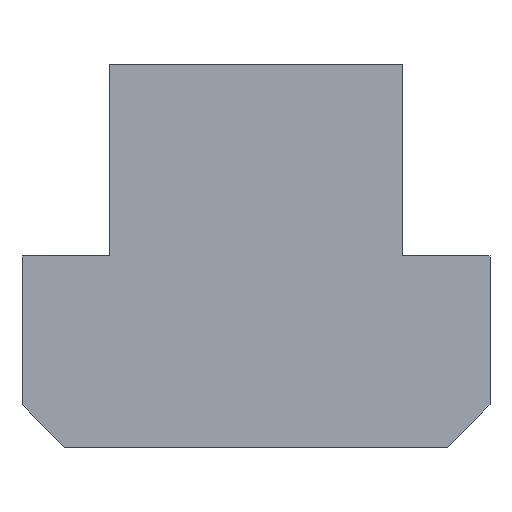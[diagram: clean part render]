
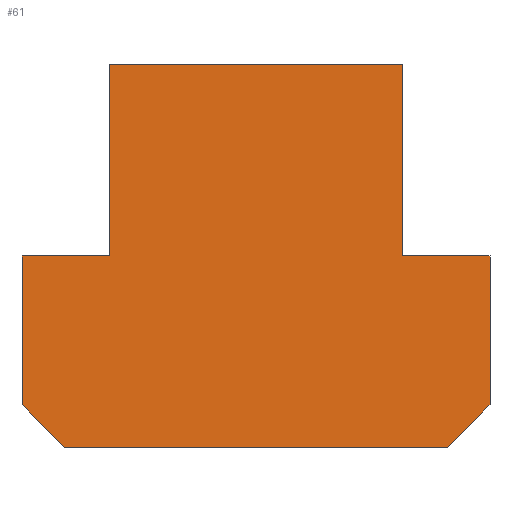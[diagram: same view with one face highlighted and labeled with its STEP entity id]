
A CAD part, front view. The second image highlights one B-rep face of the part: STEP entity #61.
In plain terms, the highlighted planar face has unit normal (0.707, -0.707, 0).
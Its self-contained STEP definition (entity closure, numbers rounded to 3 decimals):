
#61=ADVANCED_FACE('',(#123),#124,.F.);
#123=FACE_OUTER_BOUND('',#181,.T.);
#124=PLANE('',#182);
#181=EDGE_LOOP('',(#291,#292,#293,#294,#295,#296,#297,#298,#299,#300));
#182=AXIS2_PLACEMENT_3D('',#301,#302,#303);
#291=ORIENTED_EDGE('',*,*,#396,.F.);
#292=ORIENTED_EDGE('',*,*,#388,.F.);
#293=ORIENTED_EDGE('',*,*,#397,.F.);
#294=ORIENTED_EDGE('',*,*,#379,.F.);
#295=ORIENTED_EDGE('',*,*,#359,.F.);
#296=ORIENTED_EDGE('',*,*,#394,.F.);
#297=ORIENTED_EDGE('',*,*,#398,.F.);
#298=ORIENTED_EDGE('',*,*,#399,.F.);
#299=ORIENTED_EDGE('',*,*,#373,.F.);
#300=ORIENTED_EDGE('',*,*,#375,.F.);
#301=CARTESIAN_POINT('',(-22.0,-41.516,-18.0));
#302=DIRECTION('',(-0.707,0.707,0.0));
#303=DIRECTION('',(0.0,0.0,1.0));
#359=EDGE_CURVE('',#425,#426,#427,.T.);
#373=EDGE_CURVE('',#448,#444,#450,.T.);
#375=EDGE_CURVE('',#452,#448,#453,.T.);
#379=EDGE_CURVE('',#426,#458,#459,.T.);
#388=EDGE_CURVE('',#470,#472,#473,.T.);
#394=EDGE_CURVE('',#479,#425,#481,.T.);
#396=EDGE_CURVE('',#472,#452,#483,.T.);
#397=EDGE_CURVE('',#458,#470,#484,.T.);
#398=EDGE_CURVE('',#485,#479,#486,.T.);
#399=EDGE_CURVE('',#444,#485,#487,.T.);
#425=VERTEX_POINT('',#516);
#426=VERTEX_POINT('',#517);
#427=LINE('',#518,#519);
#444=VERTEX_POINT('',#541);
#448=VERTEX_POINT('',#547);
#450=LINE('',#550,#551);
#452=VERTEX_POINT('',#553);
#453=LINE('',#554,#555);
#458=VERTEX_POINT('',#562);
#459=LINE('',#563,#564);
#470=VERTEX_POINT('',#578);
#472=VERTEX_POINT('',#581);
#473=LINE('',#582,#583);
#479=VERTEX_POINT('',#591);
#481=LINE('',#594,#595);
#483=LINE('',#597,#598);
#484=LINE('',#599,#600);
#485=VERTEX_POINT('',#601);
#486=LINE('',#602,#603);
#487=LINE('',#604,#605);
#516=CARTESIAN_POINT('',(22.0,2.484,-14.0));
#517=CARTESIAN_POINT('',(18.0,-1.516,-18.0));
#518=CARTESIAN_POINT('',(4.919,-14.597,-31.081));
#519=VECTOR('',#637,1.0);
#541=CARTESIAN_POINT('',(13.8,-5.716,18.0));
#547=CARTESIAN_POINT('',(-13.8,-33.316,18.0));
#550=CARTESIAN_POINT('',(-9.571,-29.087,18.0));
#551=VECTOR('',#655,1.0);
#553=CARTESIAN_POINT('',(-13.8,-33.316,0.));
#554=CARTESIAN_POINT('',(-13.8,-33.316,-9.));
#555=VECTOR('',#656,1.0);
#562=CARTESIAN_POINT('',(-18.,-37.516,-18.0));
#563=CARTESIAN_POINT('',(-1.621,-21.137,-18.0));
#564=VECTOR('',#659,1.0);
#578=CARTESIAN_POINT('',(-22.0,-41.516,-14.0));
#581=CARTESIAN_POINT('',(-22.0,-41.516,0.));
#582=CARTESIAN_POINT('',(-22.0,-41.516,-16.0));
#583=VECTOR('',#670,1.0);
#591=CARTESIAN_POINT('',(22.0,2.484,0.));
#594=CARTESIAN_POINT('',(22.0,2.484,-16.0));
#595=VECTOR('',#674,1.0);
#597=CARTESIAN_POINT('',(-11.621,-31.137,0.));
#598=VECTOR('',#675,1.0);
#599=CARTESIAN_POINT('',(-13.081,-32.597,-22.919));
#600=VECTOR('',#676,1.0);
#601=CARTESIAN_POINT('',(13.8,-5.716,0.));
#602=CARTESIAN_POINT('',(-0.621,-20.137,0.));
#603=VECTOR('',#677,1.0);
#604=CARTESIAN_POINT('',(13.8,-5.716,0.));
#605=VECTOR('',#678,1.0);
#637=DIRECTION('',(-0.577,-0.577,-0.577));
#655=DIRECTION('',(0.707,0.707,0.));
#656=DIRECTION('',(0.0,0.0,1.0));
#659=DIRECTION('',(-0.707,-0.707,0.));
#670=DIRECTION('',(0.0,0.0,1.0));
#674=DIRECTION('',(0.0,0.0,-1.0));
#675=DIRECTION('',(0.707,0.707,0.));
#676=DIRECTION('',(-0.577,-0.577,0.577));
#677=DIRECTION('',(0.707,0.707,0.));
#678=DIRECTION('',(0.0,0.0,-1.0));
